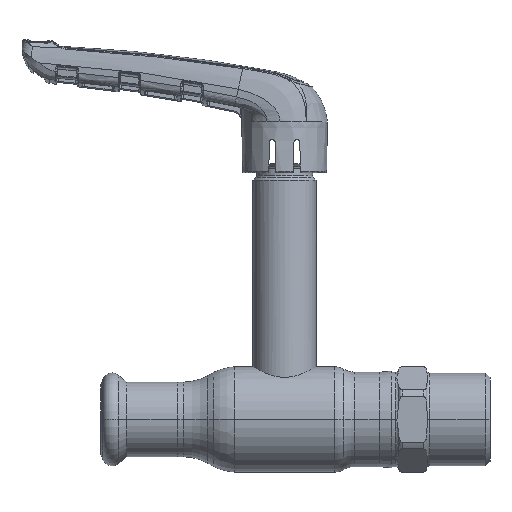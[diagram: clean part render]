
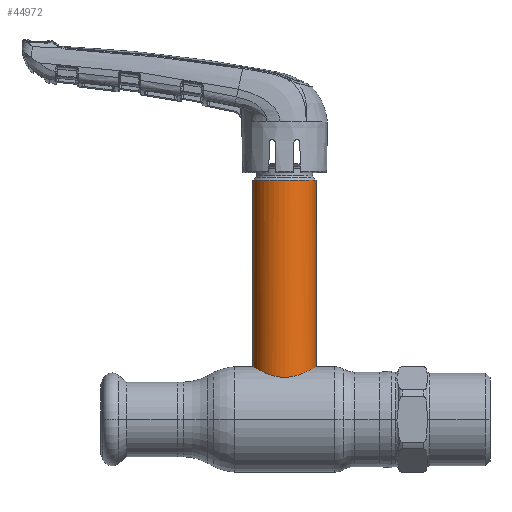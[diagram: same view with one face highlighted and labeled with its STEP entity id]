
A CAD part, top view. The second image highlights one B-rep face of the part: STEP entity #44972.
In plain terms, the highlighted cylindrical face has radius 9 mm (diameter 18 mm), a partial arc.
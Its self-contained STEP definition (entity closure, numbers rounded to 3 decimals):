
#19 = CARTESIAN_POINT ( 'NONE',  ( 8.878, 14.927, 1.506 ) ) ;
#228 = CARTESIAN_POINT ( 'NONE',  ( 8.984, 14.991, 0.611 ) ) ;
#447 = CARTESIAN_POINT ( 'NONE',  ( 3.763, 12.574, 8.181 ) ) ;
#2167 = DIRECTION ( 'NONE',  ( 0., -1., 0. ) ) ;
#3750 = CARTESIAN_POINT ( 'NONE',  ( -5.492, 13.196, 7.136 ) ) ;
#3962 = CARTESIAN_POINT ( 'NONE',  ( -5.259, 13.1, 7.309 ) ) ;
#4432 = ORIENTED_EDGE ( 'NONE', *, *, #36958, .T. ) ;
#5022 = CARTESIAN_POINT ( 'NONE',  ( 5.948, 13.389, 6.778 ) ) ;
#5423 = ORIENTED_EDGE ( 'NONE', *, *, #16249, .T. ) ;
#6593 = FACE_OUTER_BOUND ( 'NONE', #56595, .T. ) ;
#7664 = LINE ( 'NONE', #15472, #12352 ) ;
#9172 = CARTESIAN_POINT ( 'NONE',  ( 3.223, 12.423, 8.408 ) ) ;
#9436 = AXIS2_PLACEMENT_3D ( 'NONE', #59499, #20495, #30012 ) ;
#9816 = CARTESIAN_POINT ( 'NONE',  ( 7.124, 13.954, 5.508 ) ) ;
#10248 = EDGE_CURVE ( 'NONE', #41745, #40242, #7664, .T. ) ;
#11109 = CARTESIAN_POINT ( 'NONE',  ( -9., 68.119, 0. ) ) ;
#12352 = VECTOR ( 'NONE', #2167, 1000. ) ;
#13528 = CARTESIAN_POINT ( 'NONE',  ( -8.7, 14.821, 2.382 ) ) ;
#13746 = CARTESIAN_POINT ( 'NONE',  ( -0.308, 12., 9. ) ) ;
#13980 = CARTESIAN_POINT ( 'NONE',  ( -0.613, 12.012, 8.984 ) ) ;
#14638 = CARTESIAN_POINT ( 'NONE',  ( 7.296, 14.043, 5.277 ) ) ;
#15273 = CARTESIAN_POINT ( 'NONE',  ( 6.756, 13.77, 5.953 ) ) ;
#15472 = CARTESIAN_POINT ( 'NONE',  ( -9., 0., 0. ) ) ;
#15849 = ORIENTED_EDGE ( 'NONE', *, *, #57270, .F. ) ;
#16249 = EDGE_CURVE ( 'NONE', #40242, #27861, #53895, .T. ) ;
#16686 = DIRECTION ( 'NONE',  ( -1., 0., 0. ) ) ;
#17533 = CARTESIAN_POINT ( 'NONE',  ( 0., 68.119, 0. ) ) ;
#17877 = VECTOR ( 'NONE', #46350, 1000. ) ;
#18301 = CARTESIAN_POINT ( 'NONE',  ( -2.963, 12.35, 8.518 ) ) ;
#18532 = CARTESIAN_POINT ( 'NONE',  ( -5.937, 13.387, 6.77 ) ) ;
#19383 = CARTESIAN_POINT ( 'NONE',  ( 6.56, 13.675, 6.169 ) ) ;
#19513 = ORIENTED_EDGE ( 'NONE', *, *, #10248, .T. ) ;
#20495 = DIRECTION ( 'NONE',  ( 0., -1., 0. ) ) ;
#21280 = CARTESIAN_POINT ( 'NONE',  ( 9., 0., 0. ) ) ;
#23269 = CARTESIAN_POINT ( 'NONE',  ( -4.037, 12.65, 8.065 ) ) ;
#23906 = CARTESIAN_POINT ( 'NONE',  ( 2.378, 12.23, 8.685 ) ) ;
#24113 = CARTESIAN_POINT ( 'NONE',  ( -7.126, 13.954, 5.528 ) ) ;
#24185 = VERTEX_POINT ( 'NONE', #33414 ) ;
#24329 = CARTESIAN_POINT ( 'NONE',  ( 8.685, 14.813, 2.378 ) ) ;
#24964 = CARTESIAN_POINT ( 'NONE',  ( 8.509, 14.711, 2.947 ) ) ;
#27861 = VERTEX_POINT ( 'NONE', #56475 ) ;
#28457 = CARTESIAN_POINT ( 'NONE',  ( -2.387, 12.221, 8.698 ) ) ;
#29318 = CARTESIAN_POINT ( 'NONE',  ( 8.759, 14.857, 2.09 ) ) ;
#29530 = CARTESIAN_POINT ( 'NONE',  ( 5.507, 13.196, 7.142 ) ) ;
#30012 = DIRECTION ( 'NONE',  ( -1., 0., 0. ) ) ;
#33414 = CARTESIAN_POINT ( 'NONE',  ( 9., 68.119, 0. ) ) ;
#33449 = CARTESIAN_POINT ( 'NONE',  ( -6.758, 13.768, 5.971 ) ) ;
#34501 = CARTESIAN_POINT ( 'NONE',  ( 9., 15., 0.305 ) ) ;
#34903 = CARTESIAN_POINT ( 'NONE',  ( 9., 15., 0. ) ) ;
#36958 = EDGE_CURVE ( 'NONE', #24185, #41745, #57420, .T. ) ;
#38383 = CARTESIAN_POINT ( 'NONE',  ( -4.543, 12.824, 7.791 ) ) ;
#39471 = CARTESIAN_POINT ( 'NONE',  ( 4.789, 12.918, 7.626 ) ) ;
#40242 = VERTEX_POINT ( 'NONE', #58448 ) ;
#41745 = VERTEX_POINT ( 'NONE', #11109 ) ;
#42986 = CYLINDRICAL_SURFACE ( 'NONE', #9436, 9. ) ;
#43152 = CARTESIAN_POINT ( 'NONE',  ( -9., 15., 0.611 ) ) ;
#43361 = LINE ( 'NONE', #21280, #17877 ) ;
#43364 = CARTESIAN_POINT ( 'NONE',  ( -1.213, 12.057, 8.923 ) ) ;
#43577 = CARTESIAN_POINT ( 'NONE',  ( -7.781, 14.299, 4.56 ) ) ;
#44012 = CARTESIAN_POINT ( 'NONE',  ( 4.539, 12.827, 7.777 ) ) ;
#44448 = CARTESIAN_POINT ( 'NONE',  ( 7.781, 14.299, 4.56 ) ) ;
#44972 = ADVANCED_FACE ( 'NONE', ( #6593 ), #42986, .T. ) ;
#46350 = DIRECTION ( 'NONE',  ( 0., -1., 0. ) ) ;
#47921 = CARTESIAN_POINT ( 'NONE',  ( -6.15, 13.483, 6.577 ) ) ;
#48120 = CARTESIAN_POINT ( 'NONE',  ( -8.06, 14.454, 4.048 ) ) ;
#48332 = CARTESIAN_POINT ( 'NONE',  ( 1.205, 12.046, 8.939 ) ) ;
#48549 = CARTESIAN_POINT ( 'NONE',  ( 2.086, 12.176, 8.76 ) ) ;
#51293 = DIRECTION ( 'NONE',  ( 0., -1., 0. ) ) ;
#53098 = AXIS2_PLACEMENT_3D ( 'NONE', #17533, #51293, #16686 ) ;
#53565 = CARTESIAN_POINT ( 'NONE',  ( -8.519, 14.715, 2.961 ) ) ;
#53895 = B_SPLINE_CURVE_WITH_KNOTS ( 'NONE', 3,
 ( #63785, #43152, #58138, #13528, #53565, #48120, #43577, #24113, #33449, #47921, #18532, #3750, #3962, #38383, #23269, #18301, #28457, #57920, #43364, #13980, #13746, #58566, #48332, #48549, #23906, #63572, #9172, #447, #59002, #44012, #39471, #29530, #5022, #19383, #15273, #9816, #14638, #44448, #59209, #53972, #24964, #24329, #29318, #19, #64214, #228, #34501, #34903 ),
 .UNSPECIFIED., .F., .F.,
 ( 4, 2, 2, 2, 2, 2, 2, 2, 2, 2, 2, 2, 2, 2, 2, 2, 2, 2, 2, 2, 2, 2, 2, 4 ),
 ( 0., 0.002, 0.004, 0.005, 0.007, 0.008, 0.009, 0.011, 0.013, 0.014, 0.014, 0.016, 0.017, 0.018, 0.019, 0.02, 0.022, 0.023, 0.023, 0.025, 0.026, 0.027, 0.028, 0.029 ),
 .UNSPECIFIED. ) ;
#53972 = CARTESIAN_POINT ( 'NONE',  ( 8.406, 14.651, 3.229 ) ) ;
#56475 = CARTESIAN_POINT ( 'NONE',  ( 9., 15., 0. ) ) ;
#56595 = EDGE_LOOP ( 'NONE', ( #15849, #4432, #19513, #5423 ) ) ;
#57270 = EDGE_CURVE ( 'NONE', #24185, #27861, #43361, .T. ) ;
#57420 = CIRCLE ( 'NONE', #53098, 9. ) ;
#57920 = CARTESIAN_POINT ( 'NONE',  ( -1.509, 12.091, 8.878 ) ) ;
#58138 = CARTESIAN_POINT ( 'NONE',  ( -8.938, 14.963, 1.209 ) ) ;
#58448 = CARTESIAN_POINT ( 'NONE',  ( -9., 15., 0. ) ) ;
#58566 = CARTESIAN_POINT ( 'NONE',  ( 0.606, 12., 9. ) ) ;
#59002 = CARTESIAN_POINT ( 'NONE',  ( 4.026, 12.655, 8.055 ) ) ;
#59209 = CARTESIAN_POINT ( 'NONE',  ( 8.059, 14.454, 4.05 ) ) ;
#59499 = CARTESIAN_POINT ( 'NONE',  ( 0., 0., 0. ) ) ;
#63572 = CARTESIAN_POINT ( 'NONE',  ( 2.947, 12.353, 8.509 ) ) ;
#63785 = CARTESIAN_POINT ( 'NONE',  ( -9., 15., 0. ) ) ;
#64214 = CARTESIAN_POINT ( 'NONE',  ( 8.923, 14.954, 1.21 ) ) ;
